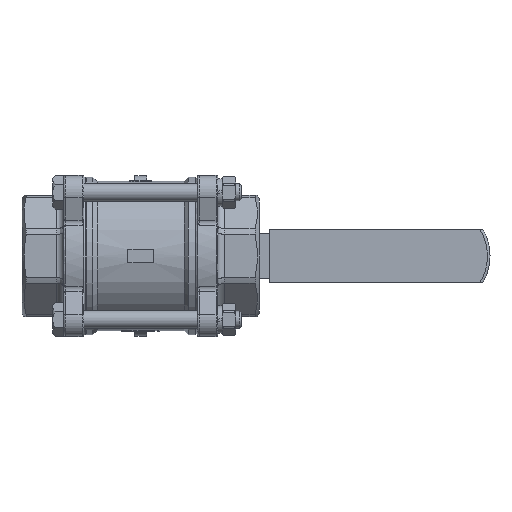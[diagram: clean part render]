
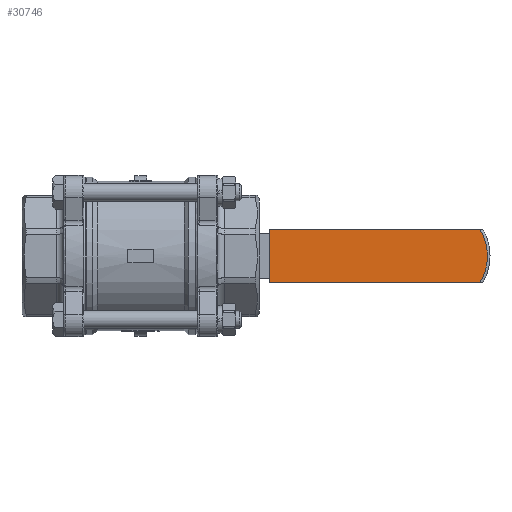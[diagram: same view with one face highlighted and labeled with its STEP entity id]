
A CAD part, front view. The second image highlights one B-rep face of the part: STEP entity #30746.
In plain terms, the highlighted planar face has unit normal (0, -1, 0).
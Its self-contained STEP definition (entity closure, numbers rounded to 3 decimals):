
#43 = CARTESIAN_POINT ( 'NONE',  ( 76.001, 104.127, -15.8 ) ) ;
#2586 = LINE ( 'NONE', #16786, #4126 ) ;
#3781 = VERTEX_POINT ( 'NONE', #43 ) ;
#4126 = VECTOR ( 'NONE', #21604, 1000. ) ;
#6695 = CARTESIAN_POINT ( 'NONE',  ( 174.201, 104.127, 0. ) ) ;
#7256 = EDGE_CURVE ( 'NONE', #3781, #13755, #46810, .T. ) ;
#10049 = EDGE_LOOP ( 'NONE', ( #22631, #20924, #62538, #58255 ) ) ;
#11140 = VECTOR ( 'NONE', #34924, 1000. ) ;
#11540 = PLANE ( 'NONE',  #21587 ) ;
#13755 = VERTEX_POINT ( 'NONE', #13853 ) ;
#13853 = CARTESIAN_POINT ( 'NONE',  ( 76.001, 104.127, 15.8 ) ) ;
#16378 = DIRECTION ( 'NONE',  ( 0., 1., 0. ) ) ;
#16786 = CARTESIAN_POINT ( 'NONE',  ( 174.201, 104.127, -15.8 ) ) ;
#16887 = CARTESIAN_POINT ( 'NONE',  ( 206.143, 104.127, 5.838 ) ) ;
#17970 = VERTEX_POINT ( 'NONE', #28147 ) ;
#20924 = ORIENTED_EDGE ( 'NONE', *, *, #57084, .F. ) ;
#21587 = AXIS2_PLACEMENT_3D ( 'NONE', #6695, #16378, #49955 ) ;
#21604 = DIRECTION ( 'NONE',  ( -1., 0., 0. ) ) ;
#22631 = ORIENTED_EDGE ( 'NONE', *, *, #30142, .F. ) ;
#26503 = CARTESIAN_POINT ( 'NONE',  ( 200.055, 104.127, -15.8 ) ) ;
#28147 = CARTESIAN_POINT ( 'NONE',  ( 200.055, 104.127, -15.8 ) ) ;
#29247 = CARTESIAN_POINT ( 'NONE',  ( 76.001, 104.127, 0. ) ) ;
#29387 = DIRECTION ( 'NONE',  ( 0., 0., 1. ) ) ;
#29723 =( BOUNDED_CURVE ( )  B_SPLINE_CURVE ( 3, ( #50479, #16887, #55464, #26503 ),
 .UNSPECIFIED., .F., .F. ) 
 B_SPLINE_CURVE_WITH_KNOTS ( ( 4, 4 ),
 ( 0., 1. ),
 .UNSPECIFIED. ) 
 CURVE ( )  GEOMETRIC_REPRESENTATION_ITEM ( )  RATIONAL_B_SPLINE_CURVE ( ( 1., 0.902, 0.902, 1. ) ) 
 REPRESENTATION_ITEM ( '' )  );
#30142 = EDGE_CURVE ( 'NONE', #33772, #17970, #29723, .T. ) ;
#30746 = ADVANCED_FACE ( 'NONE', ( #55245 ), #11540, .F. ) ;
#33772 = VERTEX_POINT ( 'NONE', #35678 ) ;
#34924 = DIRECTION ( 'NONE',  ( 1., 0., 0. ) ) ;
#35678 = CARTESIAN_POINT ( 'NONE',  ( 200.055, 104.127, 15.8 ) ) ;
#41988 = EDGE_CURVE ( 'NONE', #17970, #3781, #2586, .T. ) ;
#45283 = VECTOR ( 'NONE', #29387, 1000. ) ;
#46810 = LINE ( 'NONE', #29247, #45283 ) ;
#49955 = DIRECTION ( 'NONE',  ( -1., 0., 0. ) ) ;
#50479 = CARTESIAN_POINT ( 'NONE',  ( 200.055, 104.127, 15.8 ) ) ;
#55245 = FACE_OUTER_BOUND ( 'NONE', #10049, .T. ) ;
#55464 = CARTESIAN_POINT ( 'NONE',  ( 206.143, 104.127, -5.838 ) ) ;
#57084 = EDGE_CURVE ( 'NONE', #13755, #33772, #62412, .T. ) ;
#58255 = ORIENTED_EDGE ( 'NONE', *, *, #41988, .F. ) ;
#59194 = CARTESIAN_POINT ( 'NONE',  ( 174.201, 104.127, 15.8 ) ) ;
#62412 = LINE ( 'NONE', #59194, #11140 ) ;
#62538 = ORIENTED_EDGE ( 'NONE', *, *, #7256, .F. ) ;
